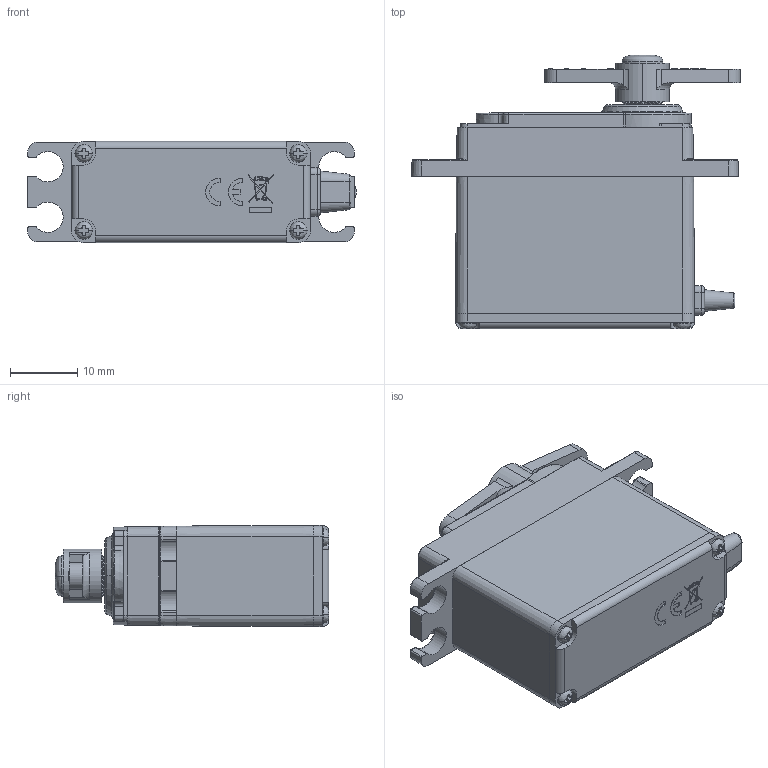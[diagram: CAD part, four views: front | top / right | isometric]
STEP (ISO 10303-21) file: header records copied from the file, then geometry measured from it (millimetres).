
FILE_DESCRIPTION((''),'2;1');
FILE_NAME('MD250MM-CAN_ASSY_ASM','2019-05-31T',('servo-csw'),(''),'CREO PARAMETRIC BY PTC INC, 2016050','CREO PARAMETRIC BY PTC INC, 2016050','');
FILE_SCHEMA(('CONFIG_CONTROL_DESIGN'));
Products named in the file (11): MD250M_PBT_120101020034; 120101010052_PBT_HS7205T; MD250SG5FCR_SUM24L_120212000596; MD250SG5_SUM24L_120212000596_ASM; 120217000103_M-I25; 120101030049_PBT_HS7205L; 120202000150_SWCH10A_T1_7X28; 120105000070_GAG-02-A; TW_6_5X3_2_120204000042; 120201000129_10A_CBH_M3XL8; MD250MM-CAN_ASSY_ASM
Assembly tree (13 placements, depth 3):
  MD250MM-CAN_ASSY_ASM
    MD250M_PBT_120101020034
    120101010052_PBT_HS7205T
    MD250SG5_SUM24L_120212000596_ASM
      MD250SG5FCR_SUM24L_120212000596
    120217000103_M-I25
    120101030049_PBT_HS7205L
    120202000150_SWCH10A_T1_7X28  x4
    120105000070_GAG-02-A
    TW_6_5X3_2_120204000042
    120201000129_10A_CBH_M3XL8
Bounding box: 48.69 x 40.6 x 15 mm (x, y, z)
Volume: 17220.4 mm3; surface area: 9104.6 mm2
Topology: 12 solids, 12 shells, 1877 faces, 5145 edges, 3339 vertices
Faces by surface type: plane 1038, cylinder 499, cone 145, torus 102, bspline 75, sphere 18
Entity records: 73374 total; most frequent: CARTESIAN_POINT 17532, ORIENTED_EDGE 9118, DIRECTION 8432, EDGE_CURVE 4559, PRESENTATION_STYLE_ASSIGNMENT 4389, STYLED_ITEM 4375, CURVE_STYLE 4367, VECTOR 3092
